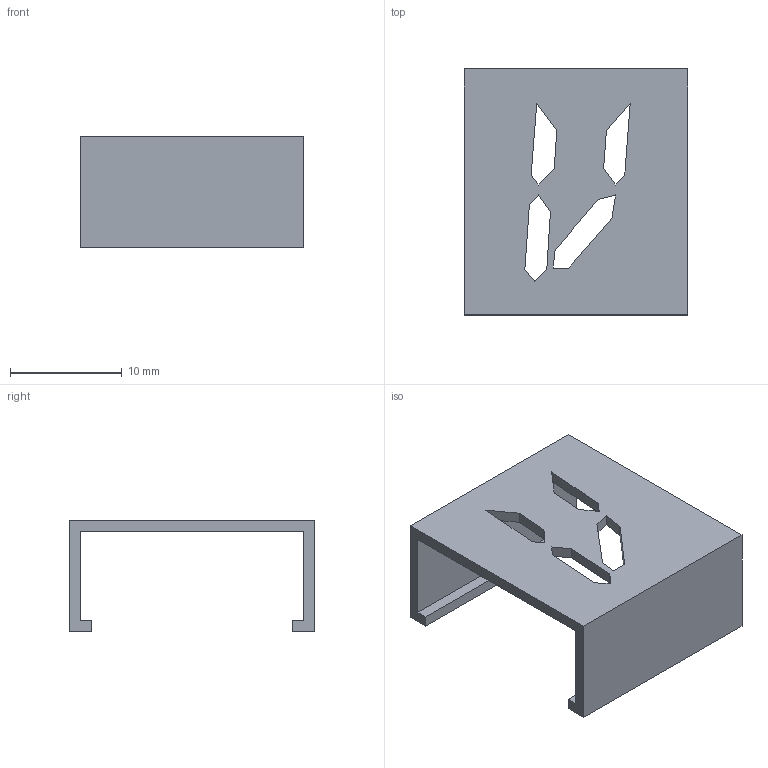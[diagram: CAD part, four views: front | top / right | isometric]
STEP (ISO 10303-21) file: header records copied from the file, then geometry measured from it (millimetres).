
FILE_DESCRIPTION(('Creo Elements/Direct Modeling STEP Export'),'2;1');
FILE_NAME('Line-Clip-V.stp','2022-11-26T 4:13:50',(''),(''),'Creo Elements/Direct Modeling STEP processor for AP214 (Solid Model)','Creo Elements/Direct Modeling 20.3A 20-Jun-2020 (C) Parametric Technology GmbH','');
FILE_SCHEMA(('AUTOMOTIVE_DESIGN { 1 0 10303 214 1 1 1 1 }'));
Length unit declared in the file: millimetre
Products named in the file (2): Line-Clip-V
Assembly tree (1 placements, depth 2):
  Line-Clip-V
    Line-Clip-V
Bounding box: 20 x 22 x 10 mm (x, y, z)
Volume: 791.3 mm3; surface area: 1774.1 mm2
Topology: 1 solids, 1 shells, 36 faces, 102 edges, 68 vertices
Faces by surface type: plane 36
Entity records: 1207 total; most frequent: CARTESIAN_POINT 208, ORIENTED_EDGE 204, DIRECTION 178, VECTOR 102, LINE 102, EDGE_CURVE 102, VERTEX_POINT 68, EDGE_LOOP 44
